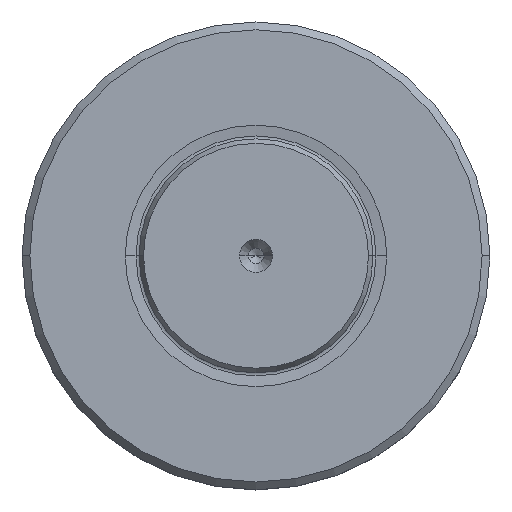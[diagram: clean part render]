
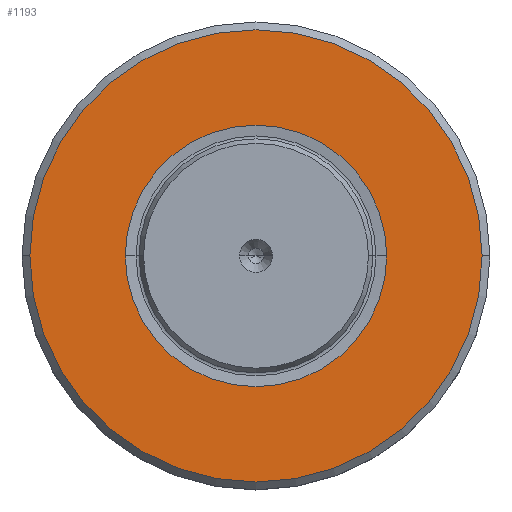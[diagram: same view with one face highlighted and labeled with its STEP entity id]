
A CAD part, top view. The second image highlights one B-rep face of the part: STEP entity #1193.
In plain terms, the highlighted planar face has unit normal (0, 0, 1).
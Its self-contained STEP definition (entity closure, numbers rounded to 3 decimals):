
#342=CARTESIAN_POINT('',(0.,0.,0.));
#343=DIRECTION('',(0.,0.,1.));
#344=DIRECTION('',(-1.,0.,0.));
#345=AXIS2_PLACEMENT_3D('',#342,#343,#344);
#350=CARTESIAN_POINT('',(0.,0.,0.));
#351=DIRECTION('',(0.,0.,-1.));
#352=DIRECTION('',(-1.,0.,0.));
#353=AXIS2_PLACEMENT_3D('',#350,#351,#352);
#358=CARTESIAN_POINT('',(0.,0.,0.));
#359=DIRECTION('',(0.,0.,-1.));
#360=DIRECTION('',(-1.,0.,0.));
#361=AXIS2_PLACEMENT_3D('',#358,#359,#360);
#373=CARTESIAN_POINT('',(0.,0.,0.));
#374=DIRECTION('',(0.,0.,1.));
#375=DIRECTION('',(-1.,0.,0.));
#376=AXIS2_PLACEMENT_3D('',#373,#374,#375);
#828=CARTESIAN_POINT('',(-29.,0.,0.));
#830=VERTEX_POINT('',#828);
#840=CARTESIAN_POINT('',(29.,0.,0.));
#842=VERTEX_POINT('',#840);
#854=CARTESIAN_POINT('',(-16.765,0.,0.));
#855=VERTEX_POINT('',#854);
#872=CARTESIAN_POINT('',(16.765,0.,0.));
#873=VERTEX_POINT('',#872);
#1178=CARTESIAN_POINT('',(0.,0.,0.));
#1179=DIRECTION('',(0.,0.,-1.));
#1180=DIRECTION('',(-1.,0.,0.));
#1181=AXIS2_PLACEMENT_3D('',#1178,#1179,#1180);
#1182=PLANE('',#1181);
#1184=ORIENTED_EDGE('',*,*,#1183,.T.);
#1186=ORIENTED_EDGE('',*,*,#1185,.F.);
#1187=EDGE_LOOP('',(#1184,#1186));
#1188=FACE_OUTER_BOUND('',#1187,.F.);
#1189=ORIENTED_EDGE('',*,*,#1160,.T.);
#1190=ORIENTED_EDGE('',*,*,#1171,.F.);
#1191=EDGE_LOOP('',(#1189,#1190));
#1192=FACE_BOUND('',#1191,.F.);
#1193=ADVANCED_FACE('',(#1188,#1192),#1182,.F.);
#346=CIRCLE('',#345,16.765);
#354=CIRCLE('',#353,16.765);
#362=CIRCLE('',#361,29.);
#377=CIRCLE('',#376,29.);
#1160=EDGE_CURVE('',#855,#873,#346,.T.);
#1171=EDGE_CURVE('',#855,#873,#354,.T.);
#1183=EDGE_CURVE('',#830,#842,#362,.T.);
#1185=EDGE_CURVE('',#830,#842,#377,.T.);
